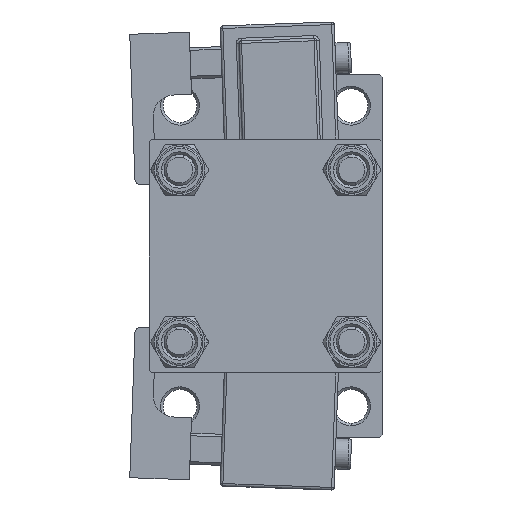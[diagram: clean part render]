
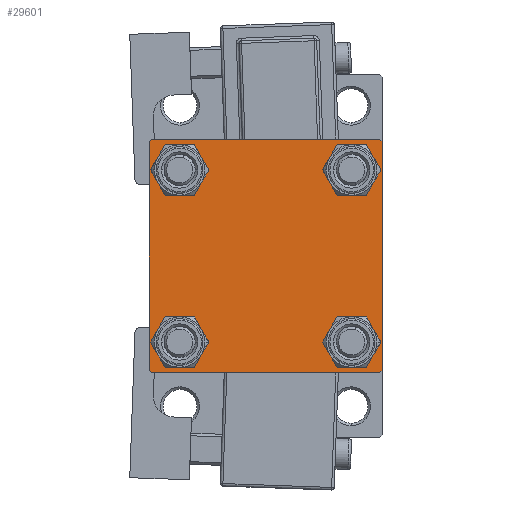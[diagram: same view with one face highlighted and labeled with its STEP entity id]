
A CAD part, left-side view. The second image highlights one B-rep face of the part: STEP entity #29601.
In plain terms, the highlighted planar face has unit normal (-1, 0, 0).
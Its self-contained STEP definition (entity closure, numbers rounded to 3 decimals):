
#395 = CARTESIAN_POINT ( 'NONE',  ( 0., -16.6, 16.6 ) ) ;
#441 = CARTESIAN_POINT ( 'NONE',  ( 0., 22.5, -22.5 ) ) ;
#812 = EDGE_LOOP ( 'NONE', ( #10866, #21147 ) ) ;
#1391 = CIRCLE ( 'NONE', #3813, 3.5 ) ;
#1875 = CARTESIAN_POINT ( 'NONE',  ( 0., 22., 22.5 ) ) ;
#2060 = DIRECTION ( 'NONE',  ( 1., 0., 0. ) ) ;
#2199 = CARTESIAN_POINT ( 'NONE',  ( 0., 22.25, -22.25 ) ) ;
#2356 = CARTESIAN_POINT ( 'NONE',  ( 0., -22., 22.5 ) ) ;
#2802 = DIRECTION ( 'NONE',  ( 0., 0., 1. ) ) ;
#2813 = CARTESIAN_POINT ( 'NONE',  ( 0., -16.6, -16.6 ) ) ;
#3503 = CARTESIAN_POINT ( 'NONE',  ( 0., -22.5, -22. ) ) ;
#3594 = VERTEX_POINT ( 'NONE', #30157 ) ;
#3813 = AXIS2_PLACEMENT_3D ( 'NONE', #395, #18734, #31018 ) ;
#3900 = ORIENTED_EDGE ( 'NONE', *, *, #35912, .T. ) ;
#3956 = AXIS2_PLACEMENT_3D ( 'NONE', #2813, #2060, #40965 ) ;
#4516 = LINE ( 'NONE', #49457, #38993 ) ;
#4574 = EDGE_LOOP ( 'NONE', ( #24454, #31652 ) ) ;
#5263 = CIRCLE ( 'NONE', #49382, 3.5 ) ;
#6156 = ORIENTED_EDGE ( 'NONE', *, *, #31751, .F. ) ;
#6359 = ORIENTED_EDGE ( 'NONE', *, *, #24313, .T. ) ;
#7788 = VECTOR ( 'NONE', #37844, 1000. ) ;
#8552 = EDGE_CURVE ( 'NONE', #13095, #15828, #5263, .T. ) ;
#8709 = DIRECTION ( 'NONE',  ( 0., 0., 1. ) ) ;
#8956 = DIRECTION ( 'NONE',  ( 1., 0., 0. ) ) ;
#9071 = CARTESIAN_POINT ( 'NONE',  ( 0., -22., -22.5 ) ) ;
#9397 = CIRCLE ( 'NONE', #31868, 3.5 ) ;
#9478 = DIRECTION ( 'NONE',  ( 0., 0., 1. ) ) ;
#9624 = VERTEX_POINT ( 'NONE', #42251 ) ;
#9668 = VERTEX_POINT ( 'NONE', #27675 ) ;
#10436 = ORIENTED_EDGE ( 'NONE', *, *, #24989, .T. ) ;
#10531 = VERTEX_POINT ( 'NONE', #45766 ) ;
#10721 = ORIENTED_EDGE ( 'NONE', *, *, #18858, .T. ) ;
#10866 = ORIENTED_EDGE ( 'NONE', *, *, #8552, .T. ) ;
#11179 = EDGE_CURVE ( 'NONE', #18401, #9668, #9397, .T. ) ;
#11450 = EDGE_CURVE ( 'NONE', #15828, #13095, #1391, .T. ) ;
#11710 = LINE ( 'NONE', #45846, #21464 ) ;
#11869 = VERTEX_POINT ( 'NONE', #44636 ) ;
#12034 = VERTEX_POINT ( 'NONE', #23550 ) ;
#12658 = DIRECTION ( 'NONE',  ( 1., 0., 0. ) ) ;
#12761 = EDGE_LOOP ( 'NONE', ( #35603, #18238, #6359, #10436, #6156, #38413, #22013, #41749 ) ) ;
#12994 = CARTESIAN_POINT ( 'NONE',  ( 0., 0., 0. ) ) ;
#13095 = VERTEX_POINT ( 'NONE', #30551 ) ;
#13200 = LINE ( 'NONE', #48065, #25552 ) ;
#13233 = CARTESIAN_POINT ( 'NONE',  ( 0., 16.6, -16.6 ) ) ;
#13298 = CARTESIAN_POINT ( 'NONE',  ( 0., -16.6, -20.1 ) ) ;
#14839 = EDGE_LOOP ( 'NONE', ( #20679, #37055 ) ) ;
#15249 = DIRECTION ( 'NONE',  ( 0., 0., 1. ) ) ;
#15528 = VERTEX_POINT ( 'NONE', #13298 ) ;
#15828 = VERTEX_POINT ( 'NONE', #44098 ) ;
#16488 = DIRECTION ( 'NONE',  ( 0., 0., 1. ) ) ;
#17042 = AXIS2_PLACEMENT_3D ( 'NONE', #48474, #37964, #2802 ) ;
#17307 = CARTESIAN_POINT ( 'NONE',  ( 0., 22.5, -22. ) ) ;
#17381 = AXIS2_PLACEMENT_3D ( 'NONE', #12994, #43115, #9478 ) ;
#18238 = ORIENTED_EDGE ( 'NONE', *, *, #36691, .T. ) ;
#18401 = VERTEX_POINT ( 'NONE', #28368 ) ;
#18531 = CARTESIAN_POINT ( 'NONE',  ( 0., 22.5, 22. ) ) ;
#18734 = DIRECTION ( 'NONE',  ( 1., 0., 0. ) ) ;
#18858 = EDGE_CURVE ( 'NONE', #15528, #12034, #35210, .T. ) ;
#19312 = FACE_BOUND ( 'NONE', #812, .T. ) ;
#20517 = FACE_OUTER_BOUND ( 'NONE', #12761, .T. ) ;
#20679 = ORIENTED_EDGE ( 'NONE', *, *, #11179, .T. ) ;
#20949 = CIRCLE ( 'NONE', #17042, 3.5 ) ;
#21034 = LINE ( 'NONE', #2199, #46387 ) ;
#21147 = ORIENTED_EDGE ( 'NONE', *, *, #11450, .T. ) ;
#21464 = VECTOR ( 'NONE', #38578, 1000. ) ;
#21811 = CIRCLE ( 'NONE', #44267, 3.5 ) ;
#22013 = ORIENTED_EDGE ( 'NONE', *, *, #26316, .F. ) ;
#22439 = EDGE_CURVE ( 'NONE', #9668, #18401, #24906, .T. ) ;
#22556 = VECTOR ( 'NONE', #25553, 1000. ) ;
#23089 = VERTEX_POINT ( 'NONE', #3503 ) ;
#23550 = CARTESIAN_POINT ( 'NONE',  ( 0., -16.6, -13.1 ) ) ;
#24313 = EDGE_CURVE ( 'NONE', #9624, #28052, #46831, .T. ) ;
#24454 = ORIENTED_EDGE ( 'NONE', *, *, #47296, .T. ) ;
#24906 = CIRCLE ( 'NONE', #44133, 3.5 ) ;
#24989 = EDGE_CURVE ( 'NONE', #28052, #23089, #48448, .T. ) ;
#25552 = VECTOR ( 'NONE', #28266, 1000. ) ;
#25553 = DIRECTION ( 'NONE',  ( 0., -1., 0. ) ) ;
#26274 = VERTEX_POINT ( 'NONE', #18531 ) ;
#26316 = EDGE_CURVE ( 'NONE', #30012, #39117, #41113, .T. ) ;
#27114 = EDGE_LOOP ( 'NONE', ( #3900, #10721 ) ) ;
#27431 = VECTOR ( 'NONE', #42836, 1000. ) ;
#27675 = CARTESIAN_POINT ( 'NONE',  ( 0., 16.6, -20.1 ) ) ;
#27799 = DIRECTION ( 'NONE',  ( 1., 0., 0. ) ) ;
#28052 = VERTEX_POINT ( 'NONE', #9071 ) ;
#28266 = DIRECTION ( 'NONE',  ( 0., 0., -1. ) ) ;
#28368 = CARTESIAN_POINT ( 'NONE',  ( 0., 16.6, -13.1 ) ) ;
#28406 = EDGE_CURVE ( 'NONE', #3594, #39117, #4516, .T. ) ;
#28447 = CARTESIAN_POINT ( 'NONE',  ( 0., -16.6, -16.6 ) ) ;
#29006 = EDGE_CURVE ( 'NONE', #30012, #26274, #31039, .T. ) ;
#29601 = ADVANCED_FACE ( 'NONE', ( #19312, #43846, #32329, #47356, #20517 ), #43597, .T. ) ;
#30012 = VERTEX_POINT ( 'NONE', #1875 ) ;
#30157 = CARTESIAN_POINT ( 'NONE',  ( 0., -22.5, 22. ) ) ;
#30551 = CARTESIAN_POINT ( 'NONE',  ( 0., -16.6, 20.1 ) ) ;
#31018 = DIRECTION ( 'NONE',  ( 0., 0., 1. ) ) ;
#31039 = LINE ( 'NONE', #34324, #7788 ) ;
#31502 = DIRECTION ( 'NONE',  ( 0., 0., 1. ) ) ;
#31652 = ORIENTED_EDGE ( 'NONE', *, *, #45960, .T. ) ;
#31751 = EDGE_CURVE ( 'NONE', #3594, #23089, #11710, .T. ) ;
#31868 = AXIS2_PLACEMENT_3D ( 'NONE', #47582, #8956, #8709 ) ;
#32329 = FACE_BOUND ( 'NONE', #14839, .T. ) ;
#34324 = CARTESIAN_POINT ( 'NONE',  ( 0., 22.25, 22.25 ) ) ;
#35210 = CIRCLE ( 'NONE', #3956, 3.5 ) ;
#35515 = CARTESIAN_POINT ( 'NONE',  ( 0., -16.6, 16.6 ) ) ;
#35603 = ORIENTED_EDGE ( 'NONE', *, *, #37058, .T. ) ;
#35912 = EDGE_CURVE ( 'NONE', #12034, #15528, #46358, .T. ) ;
#36691 = EDGE_CURVE ( 'NONE', #40495, #9624, #21034, .T. ) ;
#37055 = ORIENTED_EDGE ( 'NONE', *, *, #22439, .T. ) ;
#37058 = EDGE_CURVE ( 'NONE', #26274, #40495, #13200, .T. ) ;
#37111 = CARTESIAN_POINT ( 'NONE',  ( 0., 22.5, 22.5 ) ) ;
#37844 = DIRECTION ( 'NONE',  ( 0., 0.707, -0.707 ) ) ;
#37964 = DIRECTION ( 'NONE',  ( 1., 0., 0. ) ) ;
#38413 = ORIENTED_EDGE ( 'NONE', *, *, #28406, .T. ) ;
#38440 = DIRECTION ( 'NONE',  ( 0., 0.707, 0.707 ) ) ;
#38578 = DIRECTION ( 'NONE',  ( 0., 0., -1. ) ) ;
#38993 = VECTOR ( 'NONE', #38440, 1000. ) ;
#39117 = VERTEX_POINT ( 'NONE', #2356 ) ;
#39345 = VECTOR ( 'NONE', #44439, 1000. ) ;
#39599 = DIRECTION ( 'NONE',  ( 1., 0., 0. ) ) ;
#40495 = VERTEX_POINT ( 'NONE', #17307 ) ;
#40965 = DIRECTION ( 'NONE',  ( 0., 0., 1. ) ) ;
#41113 = LINE ( 'NONE', #37111, #22556 ) ;
#41684 = CARTESIAN_POINT ( 'NONE',  ( 0., -22.25, -22.25 ) ) ;
#41749 = ORIENTED_EDGE ( 'NONE', *, *, #29006, .T. ) ;
#42251 = CARTESIAN_POINT ( 'NONE',  ( 0., 22., -22.5 ) ) ;
#42370 = AXIS2_PLACEMENT_3D ( 'NONE', #28447, #46762, #15249 ) ;
#42836 = DIRECTION ( 'NONE',  ( 0., -1., 0. ) ) ;
#43115 = DIRECTION ( 'NONE',  ( -1., 0., 0. ) ) ;
#43597 = PLANE ( 'NONE',  #17381 ) ;
#43846 = FACE_BOUND ( 'NONE', #27114, .T. ) ;
#44098 = CARTESIAN_POINT ( 'NONE',  ( 0., -16.6, 13.1 ) ) ;
#44133 = AXIS2_PLACEMENT_3D ( 'NONE', #13233, #27799, #16488 ) ;
#44267 = AXIS2_PLACEMENT_3D ( 'NONE', #46875, #39599, #47361 ) ;
#44439 = DIRECTION ( 'NONE',  ( 0., -0.707, 0.707 ) ) ;
#44636 = CARTESIAN_POINT ( 'NONE',  ( 0., 16.6, 13.1 ) ) ;
#45766 = CARTESIAN_POINT ( 'NONE',  ( 0., 16.6, 20.1 ) ) ;
#45846 = CARTESIAN_POINT ( 'NONE',  ( 0., -22.5, 22.5 ) ) ;
#45960 = EDGE_CURVE ( 'NONE', #11869, #10531, #20949, .T. ) ;
#46358 = CIRCLE ( 'NONE', #42370, 3.5 ) ;
#46387 = VECTOR ( 'NONE', #47871, 1000. ) ;
#46762 = DIRECTION ( 'NONE',  ( 1., 0., 0. ) ) ;
#46831 = LINE ( 'NONE', #441, #27431 ) ;
#46875 = CARTESIAN_POINT ( 'NONE',  ( 0., 16.6, 16.6 ) ) ;
#47296 = EDGE_CURVE ( 'NONE', #10531, #11869, #21811, .T. ) ;
#47356 = FACE_BOUND ( 'NONE', #4574, .T. ) ;
#47361 = DIRECTION ( 'NONE',  ( 0., 0., 1. ) ) ;
#47582 = CARTESIAN_POINT ( 'NONE',  ( 0., 16.6, -16.6 ) ) ;
#47871 = DIRECTION ( 'NONE',  ( 0., -0.707, -0.707 ) ) ;
#48065 = CARTESIAN_POINT ( 'NONE',  ( 0., 22.5, 22.5 ) ) ;
#48448 = LINE ( 'NONE', #41684, #39345 ) ;
#48474 = CARTESIAN_POINT ( 'NONE',  ( 0., 16.6, 16.6 ) ) ;
#49382 = AXIS2_PLACEMENT_3D ( 'NONE', #35515, #12658, #31502 ) ;
#49457 = CARTESIAN_POINT ( 'NONE',  ( 0., -22.25, 22.25 ) ) ;
